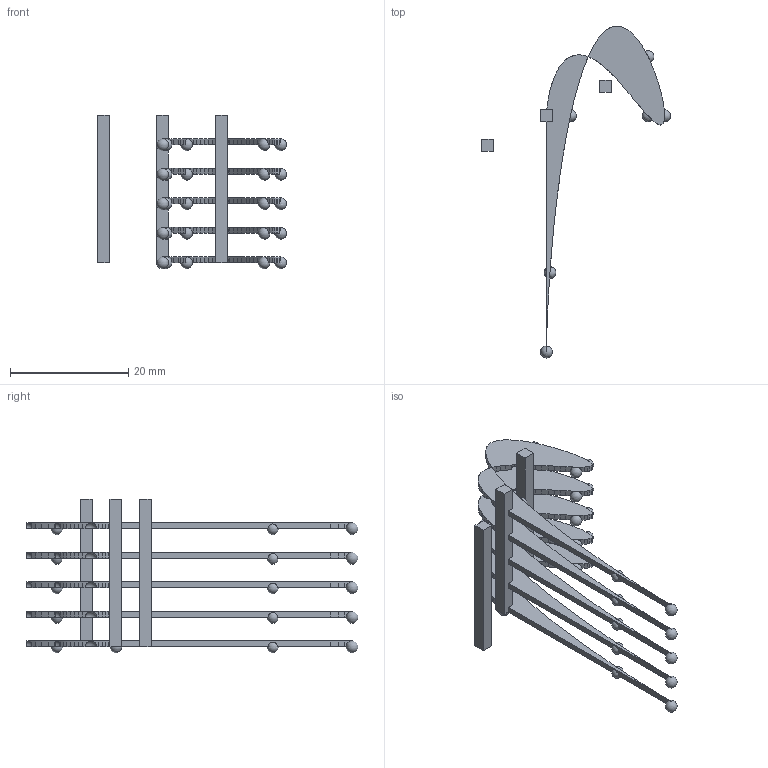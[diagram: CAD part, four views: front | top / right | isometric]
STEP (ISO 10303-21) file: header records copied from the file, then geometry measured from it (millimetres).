
FILE_DESCRIPTION(('Open CASCADE Model'),'2;1');
FILE_NAME('Open CASCADE Shape Model','2024-05-31T21:57:47',('Author'),( 'Open CASCADE'),'Open CASCADE STEP processor 7.7','Open CASCADE 7.7' ,'Unknown');
FILE_SCHEMA(('AUTOMOTIVE_DESIGN { 1 0 10303 214 1 1 1 1 }'));
Length unit declared in the file: millimetre
Products named in the file (9): Open CASCADE STEP translator 7.7 21; Open CASCADE STEP translator 7.7 21.1; Open CASCADE STEP translator 7.7 21.2; Open CASCADE STEP translator 7.7 21.3; Open CASCADE STEP translator 7.7 21.4; Open CASCADE STEP translator 7.7 21.5; Open CASCADE STEP translator 7.7 21.6; Open CASCADE STEP translator 7.7 21.7; Open CASCADE STEP translator 7.7 21.8
Assembly tree (8 placements, depth 2):
  Open CASCADE STEP translator 7.7 21
    Open CASCADE STEP translator 7.7 21.1
    Open CASCADE STEP translator 7.7 21.2
    Open CASCADE STEP translator 7.7 21.3
    Open CASCADE STEP translator 7.7 21.4
    Open CASCADE STEP translator 7.7 21.5
    Open CASCADE STEP translator 7.7 21.6
    Open CASCADE STEP translator 7.7 21.7
    Open CASCADE STEP translator 7.7 21.8
Bounding box: 32 x 56.19 x 26 mm (x, y, z)
Volume: 1372.4 mm3; surface area: 3540.2 mm2
Topology: 8 solids, 8 shells, 584 faces, 1813 edges, 1139 vertices
Faces by surface type: plane 533, sphere 51
Entity records: 42883 total; most frequent: CARTESIAN_POINT 8167, DIRECTION 6528, LINE 4552, VECTOR 4552, ORIENTED_EDGE 3454, PCURVE 3454, DEFINITIONAL_REPRESENTATION 3454, EDGE_CURVE 1727
